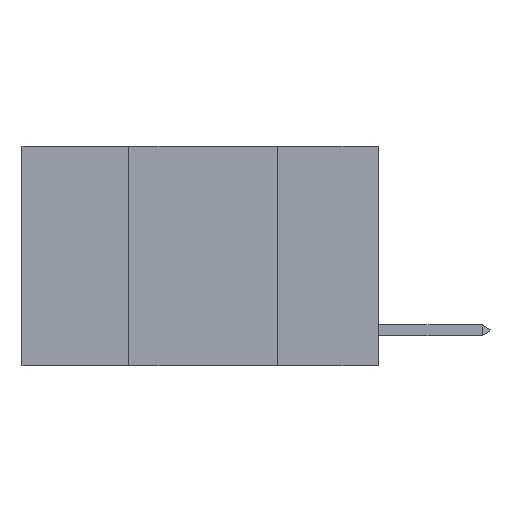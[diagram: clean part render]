
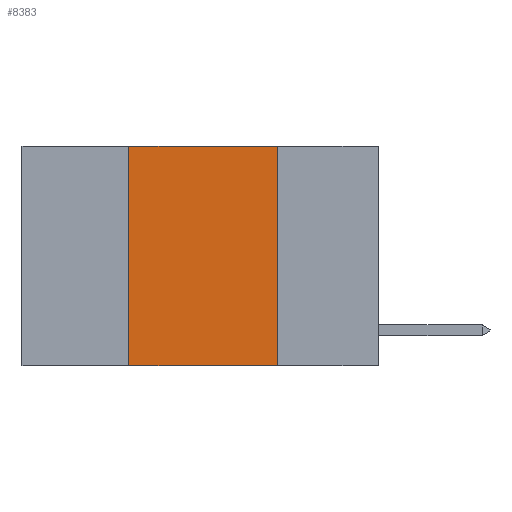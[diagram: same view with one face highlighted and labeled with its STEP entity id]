
A CAD part, left-side view. The second image highlights one B-rep face of the part: STEP entity #8383.
In plain terms, the highlighted planar face has unit normal (-1, 0, 0).
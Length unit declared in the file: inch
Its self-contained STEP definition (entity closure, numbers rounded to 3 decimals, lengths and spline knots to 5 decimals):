
#301 = LINE ( 'NONE', #8881, #3380 ) ;
#1018 = EDGE_CURVE ( 'NONE', #3965, #16618, #301, .T. ) ;
#1386 = DIRECTION ( 'NONE',  ( 0., 0., -1. ) ) ;
#2666 = ORIENTED_EDGE ( 'NONE', *, *, #10362, .F. ) ;
#2876 = VERTEX_POINT ( 'NONE', #4886 ) ;
#2924 = PLANE ( 'NONE',  #17109 ) ;
#3194 = DIRECTION ( 'NONE',  ( 0., 0., 1. ) ) ;
#3201 = DIRECTION ( 'NONE',  ( 1., 0., 0. ) ) ;
#3380 = VECTOR ( 'NONE', #13261, 39.37008 ) ;
#3387 = EDGE_CURVE ( 'NONE', #2876, #8843, #7851, .T. ) ;
#3965 = VERTEX_POINT ( 'NONE', #18259 ) ;
#4263 = VECTOR ( 'NONE', #16149, 39.37008 ) ;
#4539 = CARTESIAN_POINT ( 'NONE',  ( 0., 0.17, -0.37 ) ) ;
#4736 = CARTESIAN_POINT ( 'NONE',  ( 0., 0.42, 0. ) ) ;
#4886 = CARTESIAN_POINT ( 'NONE',  ( 0., 0.42, -0.37 ) ) ;
#5417 = ORIENTED_EDGE ( 'NONE', *, *, #16585, .T. ) ;
#7292 = ORIENTED_EDGE ( 'NONE', *, *, #3387, .F. ) ;
#7546 = DIRECTION ( 'NONE',  ( 0., -1., 0. ) ) ;
#7851 = LINE ( 'NONE', #4736, #8447 ) ;
#7979 = EDGE_LOOP ( 'NONE', ( #17278, #2666, #7292, #5417 ) ) ;
#8383 = ADVANCED_FACE ( 'NONE', ( #16200 ), #2924, .F. ) ;
#8447 = VECTOR ( 'NONE', #3194, 39.37008 ) ;
#8781 = LINE ( 'NONE', #17592, #4263 ) ;
#8843 = VERTEX_POINT ( 'NONE', #16072 ) ;
#8881 = CARTESIAN_POINT ( 'NONE',  ( 0., 0.17, 0. ) ) ;
#8999 = CARTESIAN_POINT ( 'NONE',  ( 0., 0.6, -0.37 ) ) ;
#9097 = VECTOR ( 'NONE', #7546, 39.37008 ) ;
#10243 = LINE ( 'NONE', #8999, #9097 ) ;
#10362 = EDGE_CURVE ( 'NONE', #8843, #3965, #8781, .T. ) ;
#13130 = CARTESIAN_POINT ( 'NONE',  ( 0., 0.6, 0. ) ) ;
#13261 = DIRECTION ( 'NONE',  ( 0., 0., -1. ) ) ;
#16072 = CARTESIAN_POINT ( 'NONE',  ( 0., 0.42, 0. ) ) ;
#16149 = DIRECTION ( 'NONE',  ( 0., -1., 0. ) ) ;
#16200 = FACE_OUTER_BOUND ( 'NONE', #7979, .T. ) ;
#16585 = EDGE_CURVE ( 'NONE', #2876, #16618, #10243, .T. ) ;
#16618 = VERTEX_POINT ( 'NONE', #4539 ) ;
#17109 = AXIS2_PLACEMENT_3D ( 'NONE', #13130, #3201, #1386 ) ;
#17278 = ORIENTED_EDGE ( 'NONE', *, *, #1018, .F. ) ;
#17592 = CARTESIAN_POINT ( 'NONE',  ( 0., 0.6, 0. ) ) ;
#18259 = CARTESIAN_POINT ( 'NONE',  ( 0., 0.17, 0. ) ) ;
